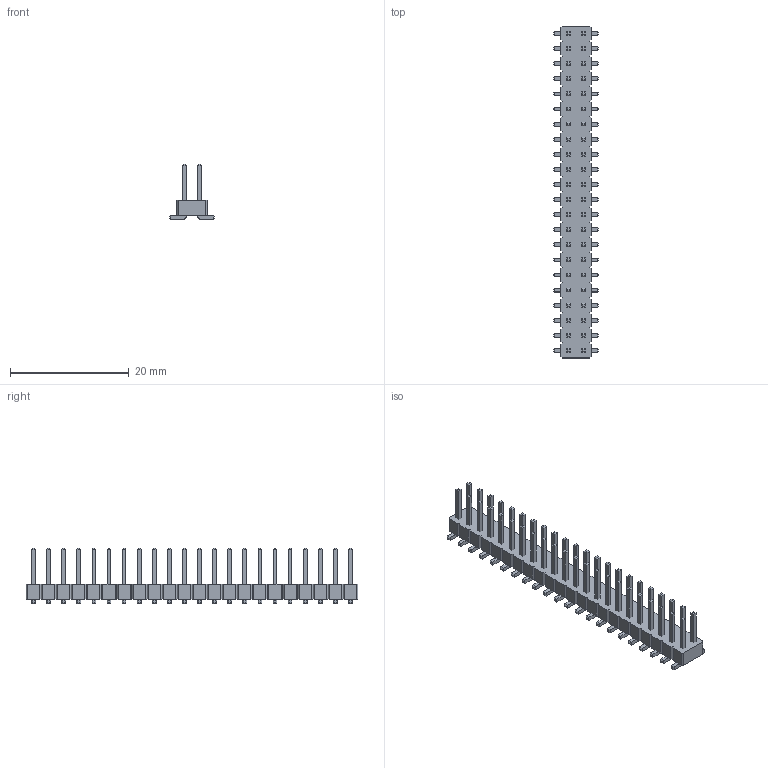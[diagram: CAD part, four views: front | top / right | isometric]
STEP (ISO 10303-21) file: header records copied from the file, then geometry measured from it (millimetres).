
FILE_DESCRIPTION(/* description */ ('model of PinHeader_2x22_P2.54mm_Vertical_SMD'),/* implementation_level */ '2;1');
FILE_NAME(/* name */ 'PinHeader_2x22_P2.54mm_Vertical_SMD.step',/* time_stamp */ '2018-01-24T12:51:02',/* author */ ('kicad StepUp','ksu'),/* organization */ ('FreeCAD'),/* preprocessor_version */ 'OCC',/* originating_system */ 'kicad StepUp',/* authorisation */ '');
FILE_SCHEMA(('AUTOMOTIVE_DESIGN { 1 0 10303 214 1 1 1 1 }'));
Length unit declared in the file: millimetre
Products named in the file (2): PinHeader_2x22_P254mm_Vertical_SMD; Shape0_347665466832
Bounding box: 7.54 x 55.88 x 9.3 mm (x, y, z)
Volume: 915.8 mm3; surface area: 2181.5 mm2
Topology: 45 solids, 45 shells, 884 faces, 2030 edges, 1236 vertices
Faces by surface type: plane 840, cylinder 44
Entity records: 15716 total; most frequent: ORIENTED_EDGE 3090, CARTESIAN_POINT 2603, EDGE_CURVE 2030, LINE 1942, VERTEX_POINT 1236, AXIS2_PLACEMENT_3D 951, ADVANCED_FACE 884, FACE_BOUND 884
